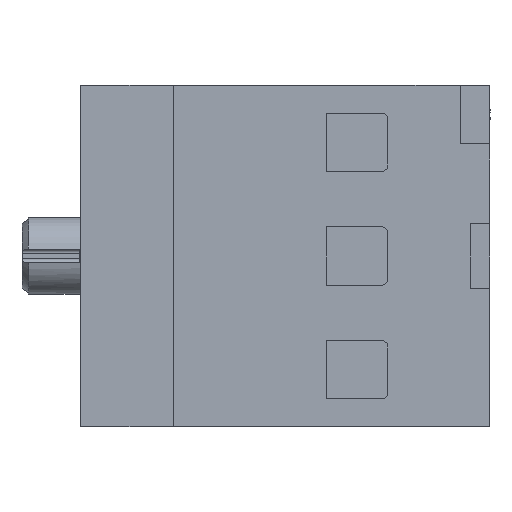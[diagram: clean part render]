
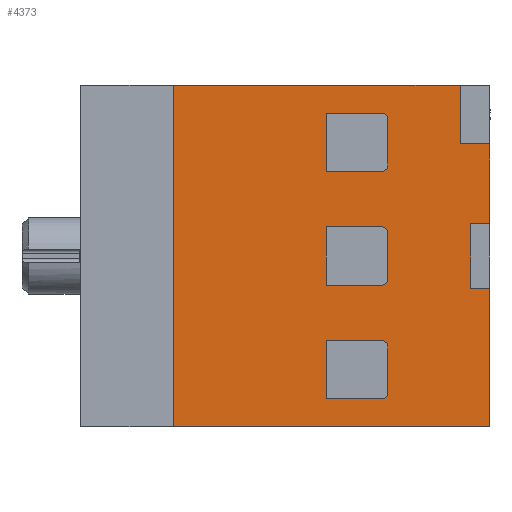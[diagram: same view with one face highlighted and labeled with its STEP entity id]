
A CAD part, left-side view. The second image highlights one B-rep face of the part: STEP entity #4373.
In plain terms, the highlighted planar face has unit normal (-1, 0, 0).
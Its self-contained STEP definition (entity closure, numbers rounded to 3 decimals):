
#226=DIRECTION('',(0.,1.,0.));
#227=VECTOR('',#226,48.7);
#228=CARTESIAN_POINT('',(-37.388,-44.49,0.));
#229=LINE('',#228,#227);
#568=DIRECTION('',(0.,0.,-1.));
#569=VECTOR('',#568,12.25);
#570=CARTESIAN_POINT('',(-37.388,-44.49,43.5));
#571=LINE('',#570,#569);
#584=DIRECTION('',(0.,0.,-1.));
#585=VECTOR('',#584,21.25);
#586=CARTESIAN_POINT('',(-37.388,-44.49,21.25));
#587=LINE('',#586,#585);
#614=DIRECTION('',(0.,1.,0.));
#615=VECTOR('',#614,3.);
#616=CARTESIAN_POINT('',(-37.388,-44.49,31.25));
#617=LINE('',#616,#615);
#622=DIRECTION('',(0.,0.,1.));
#623=VECTOR('',#622,10.);
#624=CARTESIAN_POINT('',(-37.388,-41.49,21.25));
#625=LINE('',#624,#623);
#626=DIRECTION('',(0.,1.,0.));
#627=VECTOR('',#626,3.);
#628=CARTESIAN_POINT('',(-37.388,-44.49,21.25));
#629=LINE('',#628,#627);
#630=DIRECTION('',(0.,0.,-1.));
#631=VECTOR('',#630,52.5);
#632=CARTESIAN_POINT('',(-37.388,4.21,52.5));
#633=LINE('',#632,#631);
#634=DIRECTION('',(0.,0.,1.));
#635=VECTOR('',#634,9.);
#636=CARTESIAN_POINT('',(-37.388,-39.89,43.5));
#637=LINE('',#636,#635);
#638=DIRECTION('',(0.,1.,0.));
#639=VECTOR('',#638,4.6);
#640=CARTESIAN_POINT('',(-37.388,-44.49,43.5));
#641=LINE('',#640,#639);
#642=CARTESIAN_POINT('',(-37.388,-27.79,12.25));
#643=DIRECTION('',(1.,0.,0.));
#644=DIRECTION('',(0.,0.,1.));
#645=AXIS2_PLACEMENT_3D('',#642,#643,#644);
#647=DIRECTION('',(0.,-1.,0.));
#648=VECTOR('',#647,8.5);
#649=CARTESIAN_POINT('',(-37.388,-19.29,13.25));
#650=LINE('',#649,#648);
#651=DIRECTION('',(0.,0.,1.));
#652=VECTOR('',#651,9.);
#653=CARTESIAN_POINT('',(-37.388,-19.29,4.25));
#654=LINE('',#653,#652);
#655=DIRECTION('',(0.,1.,0.));
#656=VECTOR('',#655,8.5);
#657=CARTESIAN_POINT('',(-37.388,-27.79,4.25));
#658=LINE('',#657,#656);
#659=CARTESIAN_POINT('',(-37.388,-27.79,5.25));
#660=DIRECTION('',(1.,0.,0.));
#661=DIRECTION('',(0.,-1.,0.));
#662=AXIS2_PLACEMENT_3D('',#659,#660,#661);
#664=DIRECTION('',(0.,0.,-1.));
#665=VECTOR('',#664,7.);
#666=CARTESIAN_POINT('',(-37.388,-28.79,12.25));
#667=LINE('',#666,#665);
#668=CARTESIAN_POINT('',(-37.388,-27.79,29.75));
#669=DIRECTION('',(1.,0.,0.));
#670=DIRECTION('',(0.,0.,1.));
#671=AXIS2_PLACEMENT_3D('',#668,#669,#670);
#673=DIRECTION('',(0.,-1.,0.));
#674=VECTOR('',#673,8.5);
#675=CARTESIAN_POINT('',(-37.388,-19.29,30.75));
#676=LINE('',#675,#674);
#677=DIRECTION('',(0.,0.,1.));
#678=VECTOR('',#677,9.);
#679=CARTESIAN_POINT('',(-37.388,-19.29,21.75));
#680=LINE('',#679,#678);
#681=DIRECTION('',(0.,1.,0.));
#682=VECTOR('',#681,8.5);
#683=CARTESIAN_POINT('',(-37.388,-27.79,21.75));
#684=LINE('',#683,#682);
#685=CARTESIAN_POINT('',(-37.388,-27.79,22.75));
#686=DIRECTION('',(1.,0.,0.));
#687=DIRECTION('',(0.,-1.,0.));
#688=AXIS2_PLACEMENT_3D('',#685,#686,#687);
#690=DIRECTION('',(0.,0.,-1.));
#691=VECTOR('',#690,7.);
#692=CARTESIAN_POINT('',(-37.388,-28.79,29.75));
#693=LINE('',#692,#691);
#694=CARTESIAN_POINT('',(-37.388,-27.79,47.25));
#695=DIRECTION('',(1.,0.,0.));
#696=DIRECTION('',(0.,0.,1.));
#697=AXIS2_PLACEMENT_3D('',#694,#695,#696);
#699=DIRECTION('',(0.,-1.,0.));
#700=VECTOR('',#699,8.5);
#701=CARTESIAN_POINT('',(-37.388,-19.29,48.25));
#702=LINE('',#701,#700);
#703=DIRECTION('',(0.,0.,1.));
#704=VECTOR('',#703,9.);
#705=CARTESIAN_POINT('',(-37.388,-19.29,39.25));
#706=LINE('',#705,#704);
#707=DIRECTION('',(0.,1.,0.));
#708=VECTOR('',#707,8.5);
#709=CARTESIAN_POINT('',(-37.388,-27.79,39.25));
#710=LINE('',#709,#708);
#711=CARTESIAN_POINT('',(-37.388,-27.79,40.25));
#712=DIRECTION('',(1.,0.,0.));
#713=DIRECTION('',(0.,-1.,0.));
#714=AXIS2_PLACEMENT_3D('',#711,#712,#713);
#716=DIRECTION('',(0.,0.,-1.));
#717=VECTOR('',#716,7.);
#718=CARTESIAN_POINT('',(-37.388,-28.79,47.25));
#719=LINE('',#718,#717);
#774=DIRECTION('',(0.,-1.,0.));
#775=VECTOR('',#774,44.1);
#776=CARTESIAN_POINT('',(-37.388,4.21,52.5));
#777=LINE('',#776,#775);
#3437=CARTESIAN_POINT('',(-37.388,-28.79,40.25));
#3438=VERTEX_POINT('',#3437);
#3439=CARTESIAN_POINT('',(-37.388,-28.79,47.25));
#3440=VERTEX_POINT('',#3439);
#3441=CARTESIAN_POINT('',(-37.388,-27.79,39.25));
#3443=VERTEX_POINT('',#3441);
#3447=CARTESIAN_POINT('',(-37.388,-19.29,39.25));
#3448=VERTEX_POINT('',#3447);
#3449=CARTESIAN_POINT('',(-37.388,-19.29,48.25));
#3451=VERTEX_POINT('',#3449);
#3453=CARTESIAN_POINT('',(-37.388,-27.79,48.25));
#3454=VERTEX_POINT('',#3453);
#3461=CARTESIAN_POINT('',(-37.388,-28.79,22.75));
#3462=VERTEX_POINT('',#3461);
#3463=CARTESIAN_POINT('',(-37.388,-28.79,29.75));
#3464=VERTEX_POINT('',#3463);
#3465=CARTESIAN_POINT('',(-37.388,-27.79,21.75));
#3467=VERTEX_POINT('',#3465);
#3471=CARTESIAN_POINT('',(-37.388,-19.29,21.75));
#3472=VERTEX_POINT('',#3471);
#3473=CARTESIAN_POINT('',(-37.388,-19.29,30.75));
#3475=VERTEX_POINT('',#3473);
#3477=CARTESIAN_POINT('',(-37.388,-27.79,30.75));
#3478=VERTEX_POINT('',#3477);
#3485=CARTESIAN_POINT('',(-37.388,-28.79,
5.25));
#3486=VERTEX_POINT('',#3485);
#3487=CARTESIAN_POINT('',(-37.388,-28.79,12.25));
#3488=VERTEX_POINT('',#3487);
#3489=CARTESIAN_POINT('',(-37.388,-27.79,
4.25));
#3491=VERTEX_POINT('',#3489);
#3495=CARTESIAN_POINT('',(-37.388,-19.29,4.25));
#3496=VERTEX_POINT('',#3495);
#3497=CARTESIAN_POINT('',(-37.388,-19.29,13.25));
#3499=VERTEX_POINT('',#3497);
#3501=CARTESIAN_POINT('',(-37.388,-27.79,13.25));
#3502=VERTEX_POINT('',#3501);
#3513=CARTESIAN_POINT('',(-37.388,4.21,0.));
#3514=VERTEX_POINT('',#3513);
#3515=CARTESIAN_POINT('',(-37.388,4.21,52.5));
#3516=VERTEX_POINT('',#3515);
#3518=CARTESIAN_POINT('',(-37.388,-39.89,43.5));
#3520=VERTEX_POINT('',#3518);
#3523=CARTESIAN_POINT('',(-37.388,-39.89,52.5));
#3524=VERTEX_POINT('',#3523);
#3529=CARTESIAN_POINT('',(-37.388,-44.49,43.5));
#3530=VERTEX_POINT('',#3529);
#3539=CARTESIAN_POINT('',(-37.388,-44.49,21.25));
#3540=VERTEX_POINT('',#3539);
#3541=CARTESIAN_POINT('',(-37.388,-41.49,21.25));
#3542=VERTEX_POINT('',#3541);
#3543=CARTESIAN_POINT('',(-37.388,-41.49,31.25));
#3544=VERTEX_POINT('',#3543);
#3545=CARTESIAN_POINT('',(-37.388,-44.49,31.25));
#3546=VERTEX_POINT('',#3545);
#3547=CARTESIAN_POINT('',(-37.388,-44.49,0.));
#3548=VERTEX_POINT('',#3547);
#4309=CARTESIAN_POINT('',(-37.388,-20.14,26.25));
#4310=DIRECTION('',(1.,0.,0.));
#4311=DIRECTION('',(0.,-1.,0.));
#4312=AXIS2_PLACEMENT_3D('',#4309,#4310,#4311);
#4313=PLANE('',#4312);
#4315=ORIENTED_EDGE('',*,*,#4314,.F.);
#4316=ORIENTED_EDGE('',*,*,#4294,.F.);
#4317=ORIENTED_EDGE('',*,*,#4223,.T.);
#4318=ORIENTED_EDGE('',*,*,#3818,.T.);
#4320=ORIENTED_EDGE('',*,*,#4319,.F.);
#4322=ORIENTED_EDGE('',*,*,#4321,.T.);
#4324=ORIENTED_EDGE('',*,*,#4323,.F.);
#4326=ORIENTED_EDGE('',*,*,#4325,.F.);
#4327=ORIENTED_EDGE('',*,*,#4213,.T.);
#4328=ORIENTED_EDGE('',*,*,#4255,.T.);
#4329=EDGE_LOOP('',(#4315,#4316,#4317,#4318,#4320,#4322,#4324,#4326,#4327,
#4328));
#4330=FACE_OUTER_BOUND('',#4329,.F.);
#4332=ORIENTED_EDGE('',*,*,#4331,.F.);
#4334=ORIENTED_EDGE('',*,*,#4333,.F.);
#4336=ORIENTED_EDGE('',*,*,#4335,.F.);
#4338=ORIENTED_EDGE('',*,*,#4337,.F.);
#4340=ORIENTED_EDGE('',*,*,#4339,.F.);
#4342=ORIENTED_EDGE('',*,*,#4341,.F.);
#4343=EDGE_LOOP('',(#4332,#4334,#4336,#4338,#4340,#4342));
#4344=FACE_BOUND('',#4343,.F.);
#4346=ORIENTED_EDGE('',*,*,#4345,.F.);
#4348=ORIENTED_EDGE('',*,*,#4347,.F.);
#4350=ORIENTED_EDGE('',*,*,#4349,.F.);
#4352=ORIENTED_EDGE('',*,*,#4351,.F.);
#4354=ORIENTED_EDGE('',*,*,#4353,.F.);
#4356=ORIENTED_EDGE('',*,*,#4355,.F.);
#4357=EDGE_LOOP('',(#4346,#4348,#4350,#4352,#4354,#4356));
#4358=FACE_BOUND('',#4357,.F.);
#4360=ORIENTED_EDGE('',*,*,#4359,.F.);
#4362=ORIENTED_EDGE('',*,*,#4361,.F.);
#4364=ORIENTED_EDGE('',*,*,#4363,.F.);
#4366=ORIENTED_EDGE('',*,*,#4365,.F.);
#4368=ORIENTED_EDGE('',*,*,#4367,.F.);
#4370=ORIENTED_EDGE('',*,*,#4369,.F.);
#4371=EDGE_LOOP('',(#4360,#4362,#4364,#4366,#4368,#4370));
#4372=FACE_BOUND('',#4371,.F.);
#646=CIRCLE('',#645,1.);
#663=CIRCLE('',#662,1.);
#672=CIRCLE('',#671,1.);
#689=CIRCLE('',#688,1.);
#698=CIRCLE('',#697,1.);
#715=CIRCLE('',#714,1.);
#3818=EDGE_CURVE('',#3548,#3514,#229,.T.);
#4213=EDGE_CURVE('',#3530,#3546,#571,.T.);
#4223=EDGE_CURVE('',#3540,#3548,#587,.T.);
#4255=EDGE_CURVE('',#3546,#3544,#617,.T.);
#4294=EDGE_CURVE('',#3540,#3542,#629,.T.);
#4314=EDGE_CURVE('',#3542,#3544,#625,.T.);
#4319=EDGE_CURVE('',#3516,#3514,#633,.T.);
#4321=EDGE_CURVE('',#3516,#3524,#777,.T.);
#4323=EDGE_CURVE('',#3520,#3524,#637,.T.);
#4325=EDGE_CURVE('',#3530,#3520,#641,.T.);
#4331=EDGE_CURVE('',#3502,#3488,#646,.T.);
#4333=EDGE_CURVE('',#3499,#3502,#650,.T.);
#4335=EDGE_CURVE('',#3496,#3499,#654,.T.);
#4337=EDGE_CURVE('',#3491,#3496,#658,.T.);
#4339=EDGE_CURVE('',#3486,#3491,#663,.T.);
#4341=EDGE_CURVE('',#3488,#3486,#667,.T.);
#4345=EDGE_CURVE('',#3478,#3464,#672,.T.);
#4347=EDGE_CURVE('',#3475,#3478,#676,.T.);
#4349=EDGE_CURVE('',#3472,#3475,#680,.T.);
#4351=EDGE_CURVE('',#3467,#3472,#684,.T.);
#4353=EDGE_CURVE('',#3462,#3467,#689,.T.);
#4355=EDGE_CURVE('',#3464,#3462,#693,.T.);
#4359=EDGE_CURVE('',#3454,#3440,#698,.T.);
#4361=EDGE_CURVE('',#3451,#3454,#702,.T.);
#4363=EDGE_CURVE('',#3448,#3451,#706,.T.);
#4365=EDGE_CURVE('',#3443,#3448,#710,.T.);
#4367=EDGE_CURVE('',#3438,#3443,#715,.T.);
#4369=EDGE_CURVE('',#3440,#3438,#719,.T.);
#4373=ADVANCED_FACE('',(#4330,#4344,#4358,#4372),#4313,.F.);
